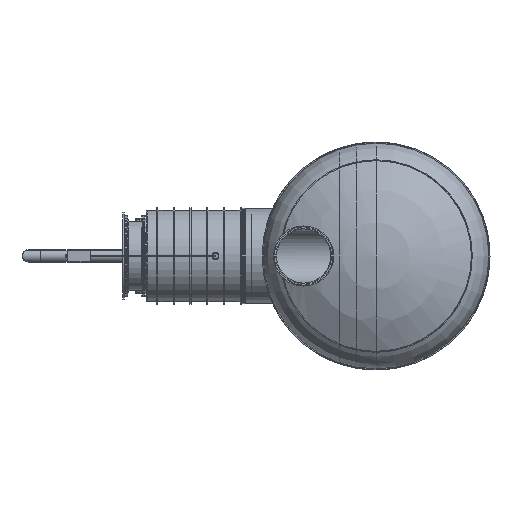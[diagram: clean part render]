
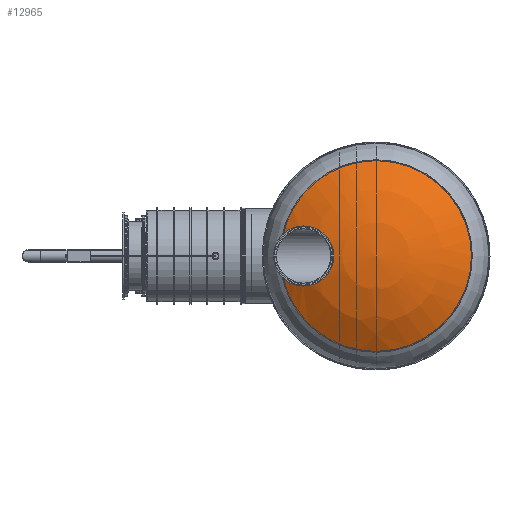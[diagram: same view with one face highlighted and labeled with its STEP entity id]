
A CAD part, left-side view. The second image highlights one B-rep face of the part: STEP entity #12965.
In plain terms, the highlighted spherical face has radius 1615 mm.
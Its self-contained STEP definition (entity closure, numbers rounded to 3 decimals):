
#99=SPHERICAL_SURFACE('',#14653,1615.);
#2359=CIRCLE('',#14652,865.165);
#3199=ORIENTED_EDGE('',*,*,#6471,.F.);
#3200=ORIENTED_EDGE('',*,*,#6473,.T.);
#6471=EDGE_CURVE('',#8133,#8134,#2359,.T.);
#6473=EDGE_CURVE('',#8133,#8134,#9338,.T.);
#8133=VERTEX_POINT('',#21063);
#8134=VERTEX_POINT('',#21064);
#9338=B_SPLINE_CURVE_WITH_KNOTS('',3,(#21090,#21091,#21092,#21093,#21094,
#21095,#21096,#21097,#21098,#21099,#21100,#21101,#21102,#21103,#21104,#21105,
#21106,#21107,#21108,#21109,#21110,#21111,#21112,#21113,#21114,#21115,#21116,
#21117,#21118,#21119,#21120,#21121,#21122,#21123,#21124,#21125,#21126,#21127,
#21128,#21129,#21130,#21131,#21132,#21133,#21134,#21135,#21136,#21137,#21138,
#21139,#21140,#21141,#21142,#21143,#21144,#21145,#21146,#21147,#21148,#21149,
#21150,#21151,#21152,#21153,#21154,#21155,#21156,#21157,#21158,#21159,#21160,
#21161,#21162,#21163),.UNSPECIFIED.,.F.,.F.,(4,1,1,1,1,1,1,1,1,1,1,1,1,
1,1,1,1,1,1,1,1,1,1,1,1,1,1,1,1,1,1,1,1,1,1,1,1,1,1,1,1,1,1,1,1,1,1,1,1,
1,1,1,1,1,1,1,1,1,1,1,1,1,1,1,1,1,1,1,1,1,1,4),(0.,0.041,
0.062,0.083,0.103,0.124,
0.145,0.165,0.176,0.186,
0.207,0.227,0.248,0.269,
0.289,0.31,0.331,0.351,
0.372,0.393,0.413,0.434,
0.454,0.475,0.485,0.496,
0.516,0.537,0.558,0.578,
0.599,0.62,0.64,0.661,
0.682,0.702,0.723,0.733,
0.744,0.764,0.785,0.806,
0.816,0.826,0.847,0.868,0.878,
0.888,0.899,0.909,0.93,
0.95,0.971,0.981,0.992,
1.012,1.033,1.054,1.064,1.074,
1.095,1.116,1.136,1.157,1.178,
1.198,1.219,1.24,1.26,1.271,
1.281,1.322),.UNSPECIFIED.);
#9709=EDGE_LOOP('',(#3199,#3200));
#11206=FACE_BOUND('',#9709,.T.);
#12965=ADVANCED_FACE('',(#11206),#99,.T.);
#14652=AXIS2_PLACEMENT_3D('',#21062,#16529,#16530);
#14653=AXIS2_PLACEMENT_3D('',#21089,#16531,#16532);
#16529=DIRECTION('',(0.,0.,-1.));
#16530=DIRECTION('',(-1.,0.,0.));
#16531=DIRECTION('',(0.,0.,-1.));
#16532=DIRECTION('',(-1.,0.,0.));
#21062=CARTESIAN_POINT('',(0.,0.,-251.287));
#21063=CARTESIAN_POINT('',(146.329,852.701,-251.287));
#21064=CARTESIAN_POINT('',(-146.329,852.701,-251.287));
#21089=CARTESIAN_POINT('',(0.,0.,-1615.));
#21090=CARTESIAN_POINT('',(146.329,852.701,-251.287));
#21091=CARTESIAN_POINT('',(157.252,844.816,-247.529));
#21092=CARTESIAN_POINT('',(172.324,831.939,-241.414));
#21093=CARTESIAN_POINT('',(190.026,812.839,-232.412));
#21094=CARTESIAN_POINT('',(202.12,797.564,-225.248));
#21095=CARTESIAN_POINT('',(213.032,781.313,-217.668));
#21096=CARTESIAN_POINT('',(222.48,764.562,-209.897));
#21097=CARTESIAN_POINT('',(230.567,747.263,-201.917));
#21098=CARTESIAN_POINT('',(236.177,732.409,-195.103));
#21099=CARTESIAN_POINT('',(239.986,720.266,-189.558));
#21100=CARTESIAN_POINT('',(243.344,707.922,-183.937));
#21101=CARTESIAN_POINT('',(246.618,692.411,-176.906));
#21102=CARTESIAN_POINT('',(249.114,673.687,-168.468));
#21103=CARTESIAN_POINT('',(250.19,654.844,-160.025));
#21104=CARTESIAN_POINT('',(249.846,635.9,-151.586));
#21105=CARTESIAN_POINT('',(248.03,616.788,-143.122));
#21106=CARTESIAN_POINT('',(244.786,598.038,-134.866));
#21107=CARTESIAN_POINT('',(240.137,579.608,-126.794));
#21108=CARTESIAN_POINT('',(234.076,561.509,-118.911));
#21109=CARTESIAN_POINT('',(226.578,543.751,-111.215));
#21110=CARTESIAN_POINT('',(217.567,526.338,-103.708));
#21111=CARTESIAN_POINT('',(207.302,509.815,-96.619));
#21112=CARTESIAN_POINT('',(195.756,494.092,-89.903));
#21113=CARTESIAN_POINT('',(182.922,479.208,-83.574));
#21114=CARTESIAN_POINT('',(171.11,467.516,-78.621));
#21115=CARTESIAN_POINT('',(160.97,458.629,-74.867));
#21116=CARTESIAN_POINT('',(150.537,450.207,-71.316));
#21117=CARTESIAN_POINT('',(136.895,440.489,-67.229));
#21118=CARTESIAN_POINT('',(119.575,430.141,-62.889));
#21119=CARTESIAN_POINT('',(101.307,421.136,-59.123));
#21120=CARTESIAN_POINT('',(81.952,413.51,-55.941));
#21121=CARTESIAN_POINT('',(62.225,407.577,-53.47));
#21122=CARTESIAN_POINT('',(42.081,403.28,-51.683));
#21123=CARTESIAN_POINT('',(21.558,400.639,-50.585));
#21124=CARTESIAN_POINT('',(0.532,399.708,-50.198));
#21125=CARTESIAN_POINT('',(-20.219,400.533,-50.541));
#21126=CARTESIAN_POINT('',(-40.745,403.055,-51.589));
#21127=CARTESIAN_POINT('',(-57.636,406.561,-53.047));
#21128=CARTESIAN_POINT('',(-71.064,410.237,-54.578));
#21129=CARTESIAN_POINT('',(-84.232,414.441,-56.33));
#21130=CARTESIAN_POINT('',(-100.173,420.644,-58.918));
#21131=CARTESIAN_POINT('',(-118.507,429.559,-62.646));
#21132=CARTESIAN_POINT('',(-133.14,438.21,-66.273));
#21133=CARTESIAN_POINT('',(-144.421,445.85,-69.483));
#21134=CARTESIAN_POINT('',(-155.26,453.854,-72.852));
#21135=CARTESIAN_POINT('',(-168.063,464.562,-77.37));
#21136=CARTESIAN_POINT('',(-179.887,476.169,-82.286));
#21137=CARTESIAN_POINT('',(-188.765,485.986,-86.456));
#21138=CARTESIAN_POINT('',(-195.142,493.626,-89.708));
#21139=CARTESIAN_POINT('',(-201.191,501.492,-93.064));
#21140=CARTESIAN_POINT('',(-208.762,512.185,-97.636));
#21141=CARTESIAN_POINT('',(-217.351,525.968,-103.549));
#21142=CARTESIAN_POINT('',(-226.287,543.142,-110.952));
#21143=CARTESIAN_POINT('',(-232.605,557.978,-117.38));
#21144=CARTESIAN_POINT('',(-236.975,570.162,-122.68));
#21145=CARTESIAN_POINT('',(-240.834,582.395,-128.015));
#21146=CARTESIAN_POINT('',(-244.741,597.821,-134.77));
#21147=CARTESIAN_POINT('',(-247.991,616.529,-143.008));
#21148=CARTESIAN_POINT('',(-249.513,632.283,-149.984));
#21149=CARTESIAN_POINT('',(-250.011,644.986,-155.634));
#21150=CARTESIAN_POINT('',(-250.022,657.753,-161.329));
#21151=CARTESIAN_POINT('',(-249.128,673.54,-168.401));
#21152=CARTESIAN_POINT('',(-246.642,692.266,-176.84));
#21153=CARTESIAN_POINT('',(-242.749,710.765,-185.226));
#21154=CARTESIAN_POINT('',(-237.439,729.027,-193.553));
#21155=CARTESIAN_POINT('',(-230.646,747.088,-201.836));
#21156=CARTESIAN_POINT('',(-222.55,764.425,-209.833));
#21157=CARTESIAN_POINT('',(-213.152,781.107,-217.572));
#21158=CARTESIAN_POINT('',(-202.438,797.117,-225.039));
#21159=CARTESIAN_POINT('',(-192.392,809.877,-231.022));
#21160=CARTESIAN_POINT('',(-183.63,819.744,-235.666));
#21161=CARTESIAN_POINT('',(-169.896,834.022,-242.403));
#21162=CARTESIAN_POINT('',(-157.256,844.813,-247.527));
#21163=CARTESIAN_POINT('',(-146.329,852.701,-251.287));
